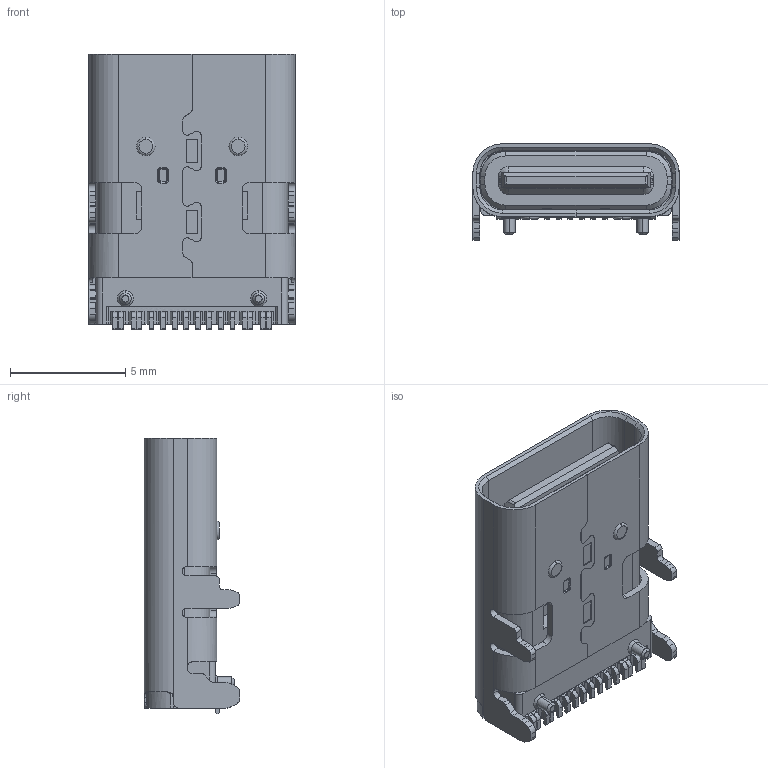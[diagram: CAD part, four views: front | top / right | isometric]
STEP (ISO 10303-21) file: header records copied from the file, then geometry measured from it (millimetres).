
FILE_DESCRIPTION((''),'2;1');
FILE_NAME('1030040','2023-04-20T12:01:11',('Administrator'),(''),'CREO PARAMETRIC BY PTC INC, 2019080','CREO PARAMETRIC BY PTC INC, 2019080','');
FILE_SCHEMA(('CONFIG_CONTROL_DESIGN'));
Length unit declared in the file: millimetre
Products named in the file (1): 1030040
Bounding box: 8.94 x 4.16 x 11.95 mm (x, y, z)
Volume: 218.7 mm3; surface area: 747.1 mm2
Topology: 1 solids, 23 shells, 984 faces, 2686 edges, 1744 vertices
Faces by surface type: plane 684, cylinder 234, cone 30, torus 24, bspline 12
Entity records: 31460 total; most frequent: CARTESIAN_POINT 6270, ORIENTED_EDGE 5372, DIRECTION 5070, EDGE_CURVE 2686, VECTOR 2054, LINE 2054, VERTEX_POINT 1744, AXIS2_PLACEMENT_3D 1508
